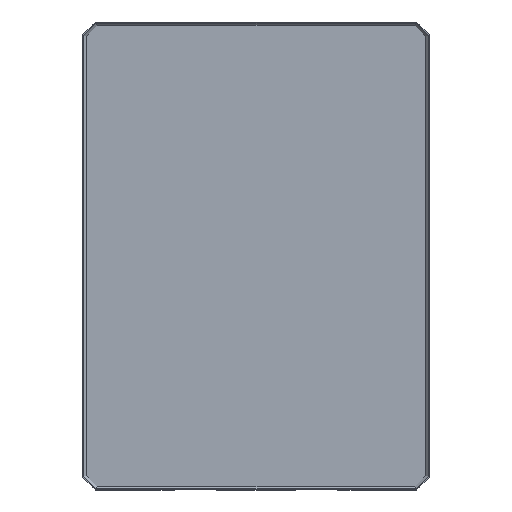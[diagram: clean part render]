
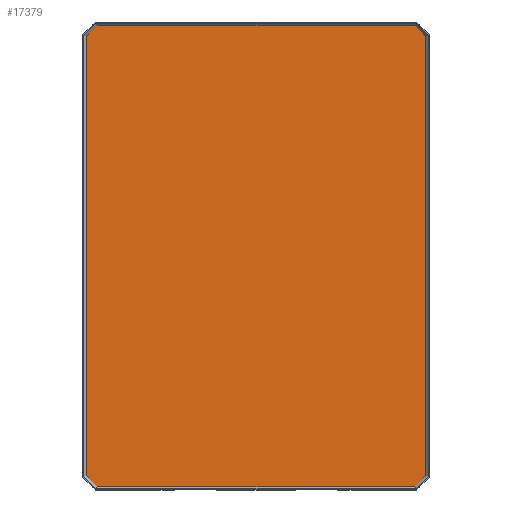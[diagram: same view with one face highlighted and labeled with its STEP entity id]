
A CAD part, top view. The second image highlights one B-rep face of the part: STEP entity #17379.
In plain terms, the highlighted planar face has unit normal (0, 0, 1).
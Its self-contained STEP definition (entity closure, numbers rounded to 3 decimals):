
#121=FACE_OUTER_BOUND('',#1116,.T.);
#1116=EDGE_LOOP('',(#11709,#11710,#11711,#11712,#11713,#11714,#11715,#11716));
#2298=LINE('',#24352,#4838);
#2299=LINE('',#24354,#4839);
#2300=LINE('',#24356,#4840);
#2301=LINE('',#24358,#4841);
#2302=LINE('',#24360,#4842);
#2303=LINE('',#24362,#4843);
#2304=LINE('',#24364,#4844);
#2305=LINE('',#24365,#4845);
#4838=VECTOR('',#19735,10.);
#4839=VECTOR('',#19736,10.);
#4840=VECTOR('',#19737,10.);
#4841=VECTOR('',#19738,10.);
#4842=VECTOR('',#19739,10.);
#4843=VECTOR('',#19740,10.);
#4844=VECTOR('',#19741,10.);
#4845=VECTOR('',#19742,10.);
#7289=VERTEX_POINT('',#24350);
#7290=VERTEX_POINT('',#24351);
#7291=VERTEX_POINT('',#24353);
#7292=VERTEX_POINT('',#24355);
#7293=VERTEX_POINT('',#24357);
#7294=VERTEX_POINT('',#24359);
#7295=VERTEX_POINT('',#24361);
#7296=VERTEX_POINT('',#24363);
#8938=EDGE_CURVE('',#7289,#7290,#2298,.T.);
#8939=EDGE_CURVE('',#7291,#7289,#2299,.T.);
#8940=EDGE_CURVE('',#7292,#7291,#2300,.T.);
#8941=EDGE_CURVE('',#7293,#7292,#2301,.T.);
#8942=EDGE_CURVE('',#7294,#7293,#2302,.T.);
#8943=EDGE_CURVE('',#7295,#7294,#2303,.T.);
#8944=EDGE_CURVE('',#7296,#7295,#2304,.T.);
#8945=EDGE_CURVE('',#7290,#7296,#2305,.T.);
#11709=ORIENTED_EDGE('',*,*,#8938,.F.);
#11710=ORIENTED_EDGE('',*,*,#8939,.F.);
#11711=ORIENTED_EDGE('',*,*,#8940,.F.);
#11712=ORIENTED_EDGE('',*,*,#8941,.F.);
#11713=ORIENTED_EDGE('',*,*,#8942,.F.);
#11714=ORIENTED_EDGE('',*,*,#8943,.F.);
#11715=ORIENTED_EDGE('',*,*,#8944,.F.);
#11716=ORIENTED_EDGE('',*,*,#8945,.F.);
#16384=PLANE('',#18376);
#17379=ADVANCED_FACE('',(#121),#16384,.T.);
#18376=AXIS2_PLACEMENT_3D('',#24349,#19733,#19734);
#19733=DIRECTION('center_axis',(0.,0.,1.));
#19734=DIRECTION('ref_axis',(1.,0.,0.));
#19735=DIRECTION('',(0.707,0.707,0.));
#19736=DIRECTION('',(0.,1.,0.));
#19737=DIRECTION('',(-0.707,0.707,0.));
#19738=DIRECTION('',(-1.,0.,0.));
#19739=DIRECTION('',(-0.707,-0.707,0.));
#19740=DIRECTION('',(0.,-1.,0.));
#19741=DIRECTION('',(0.707,-0.707,0.));
#19742=DIRECTION('',(1.,0.,0.));
#24349=CARTESIAN_POINT('Origin',(50.,75.,4.2));
#24350=CARTESIAN_POINT('',(-20.1,165.648,4.2));
#24351=CARTESIAN_POINT('',(-15.648,170.1,4.2));
#24352=CARTESIAN_POINT('',(-22.806,162.942,4.2));
#24353=CARTESIAN_POINT('',(-20.1,-15.648,4.2));
#24354=CARTESIAN_POINT('',(-20.1,120.614,4.2));
#24355=CARTESIAN_POINT('',(-15.648,-20.1,4.2));
#24356=CARTESIAN_POINT('',(-25.442,-10.306,4.2));
#24357=CARTESIAN_POINT('',(115.648,-20.1,4.2));
#24358=CARTESIAN_POINT('',(16.886,-20.1,4.2));
#24359=CARTESIAN_POINT('',(120.1,-15.648,4.2));
#24360=CARTESIAN_POINT('',(122.806,-12.942,4.2));
#24361=CARTESIAN_POINT('',(120.1,165.648,4.2));
#24362=CARTESIAN_POINT('',(120.1,29.386,4.2));
#24363=CARTESIAN_POINT('',(115.648,170.1,4.2));
#24364=CARTESIAN_POINT('',(125.442,160.306,4.2));
#24365=CARTESIAN_POINT('',(83.114,170.1,4.2));
